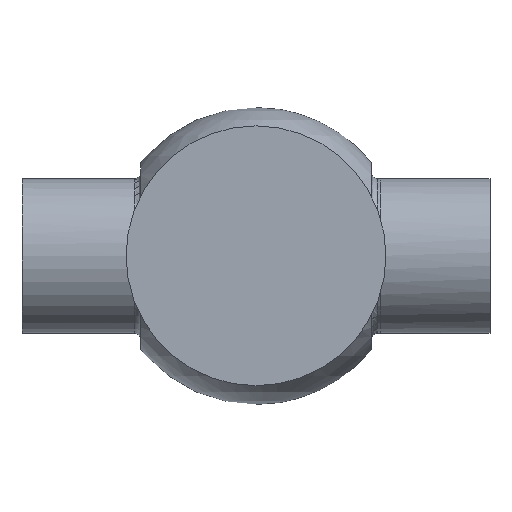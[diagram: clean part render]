
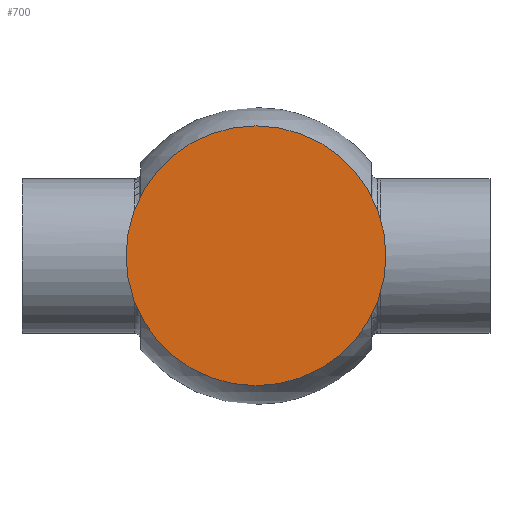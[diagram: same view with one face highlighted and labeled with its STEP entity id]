
A CAD part, top view. The second image highlights one B-rep face of the part: STEP entity #700.
In plain terms, the highlighted planar face has unit normal (0, 0, 1).
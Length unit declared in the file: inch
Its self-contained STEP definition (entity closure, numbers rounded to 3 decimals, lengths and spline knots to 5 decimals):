
#97=FACE_OUTER_BOUND('',#133,.T.);
#133=EDGE_LOOP('',(#461,#462));
#175=CIRCLE('',#765,1.2575);
#176=CIRCLE('',#766,1.2575);
#258=VERTEX_POINT('',#1155);
#259=VERTEX_POINT('',#1156);
#343=EDGE_CURVE('',#258,#259,#175,.T.);
#344=EDGE_CURVE('',#259,#258,#176,.T.);
#461=ORIENTED_EDGE('',*,*,#343,.T.);
#462=ORIENTED_EDGE('',*,*,#344,.T.);
#685=PLANE('',#764);
#700=ADVANCED_FACE('',(#97),#685,.T.);
#764=AXIS2_PLACEMENT_3D('',#1154,#898,#899);
#765=AXIS2_PLACEMENT_3D('',#1157,#900,#901);
#766=AXIS2_PLACEMENT_3D('',#1158,#902,#903);
#898=DIRECTION('center_axis',(0.,0.,
1.));
#899=DIRECTION('ref_axis',(0.,1.,0.));
#900=DIRECTION('center_axis',(0.,0.,
1.));
#901=DIRECTION('ref_axis',(-1.,0.,0.));
#902=DIRECTION('center_axis',(0.,0.,
1.));
#903=DIRECTION('ref_axis',(-1.,0.,0.));
#1154=CARTESIAN_POINT('Origin',(-1.05728,0.,
1.315));
#1155=CARTESIAN_POINT('',(-1.2575,0.,1.315));
#1156=CARTESIAN_POINT('',(1.2575,0.,1.315));
#1157=CARTESIAN_POINT('Origin',(0.,0.,
1.315));
#1158=CARTESIAN_POINT('Origin',(0.,0.,
1.315));
